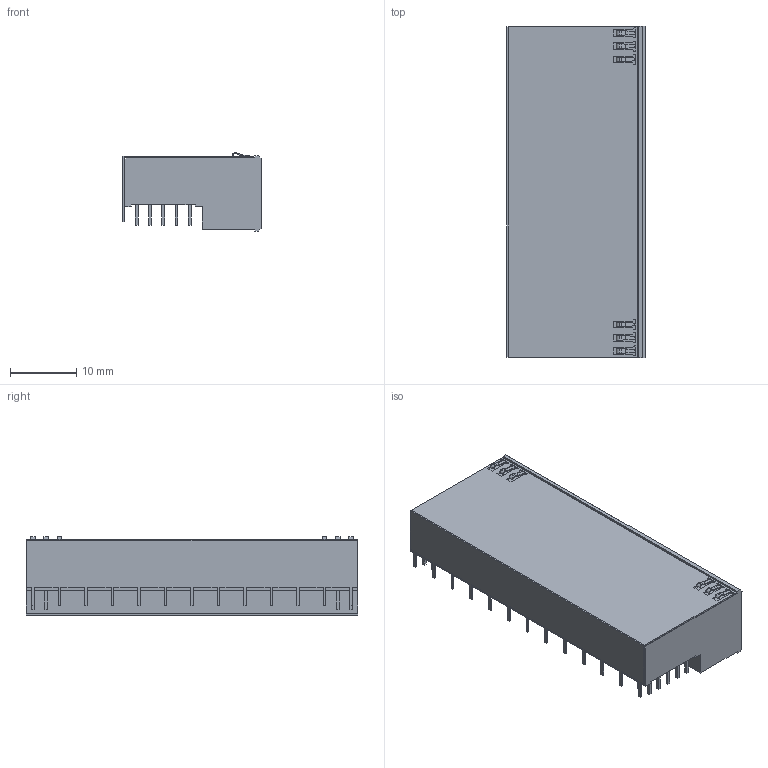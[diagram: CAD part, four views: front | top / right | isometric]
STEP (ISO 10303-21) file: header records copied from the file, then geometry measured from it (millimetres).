
FILE_DESCRIPTION((''),'2;1');
FILE_NAME('ERNI_354144.stp','2015-02-04T12:34:50',(''),(''),'Mechanical Desktop 2011','Mechanical Desktop 2011',', , ');
FILE_SCHEMA(('AUTOMOTIVE_DESIGN { 1 2 10303 214 1 1 1 1 }'));
Length unit declared in the file: millimetre
Products named in the file (1): Product
Bounding box: 20.91 x 50 x 11.82 mm (x, y, z)
Volume: 9303.4 mm3; surface area: 6544.5 mm2
Topology: 31 solids, 31 shells, 656 faces, 1556 edges, 982 vertices
Faces by surface type: plane 472, bspline 112, cylinder 72
Entity records: 18936 total; most frequent: CARTESIAN_POINT 4053, ORIENTED_EDGE 3112, DIRECTION 2772, EDGE_CURVE 1556, VECTOR 1370, LINE 1370, VERTEX_POINT 982, AXIS2_PLACEMENT_3D 701
